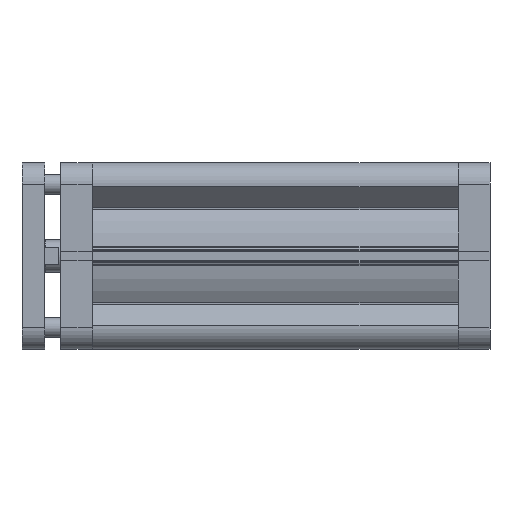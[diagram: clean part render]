
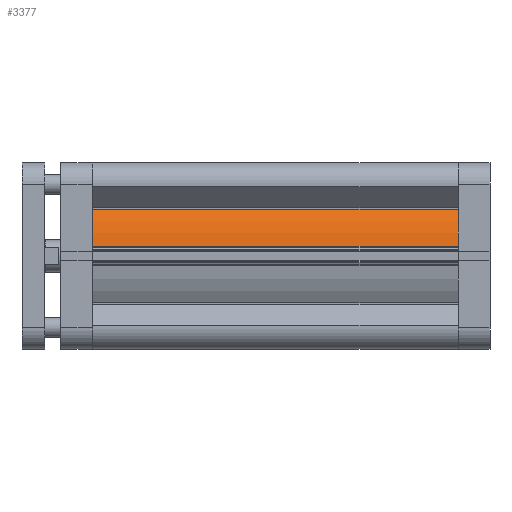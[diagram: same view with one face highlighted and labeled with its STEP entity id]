
A CAD part, front view. The second image highlights one B-rep face of the part: STEP entity #3377.
In plain terms, the highlighted cylindrical face has radius 53.5 mm (diameter 107 mm), a partial arc.
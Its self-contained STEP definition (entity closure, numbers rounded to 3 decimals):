
#275 = EDGE_LOOP ( 'NONE', ( #7698, #7695, #7694, #7693 ) ) ;
#1756 = EDGE_CURVE ( 'NONE', #8211, #7991, #9942, .T. ) ;
#1765 = EDGE_CURVE ( 'NONE', #8168, #7991, #9953, .T. ) ;
#1766 = EDGE_CURVE ( 'NONE', #8394, #8168, #9958, .T. ) ;
#1767 = EDGE_CURVE ( 'NONE', #8211, #8394, #9950, .T. ) ;
#3377 = ADVANCED_FACE ( 'NONE', ( #6783 ), #6786, .T. ) ;
#5941 = DIRECTION ( 'NONE',  ( -1., 0., 0. ) ) ;
#5942 = DIRECTION ( 'NONE',  ( 0., 0., -1. ) ) ;
#5943 = CARTESIAN_POINT ( 'NONE',  ( 0., 0., 227.5 ) ) ;
#6281 = CARTESIAN_POINT ( 'NONE',  ( 28.996, -44.961, 227.5 ) ) ;
#6783 = FACE_OUTER_BOUND ( 'NONE', #275, .T. ) ;
#6786 = CYLINDRICAL_SURFACE ( 'NONE', #11370, 53.5 ) ;
#7050 = CARTESIAN_POINT ( 'NONE',  ( 28.996, -44.961, 0. ) ) ;
#7092 = CARTESIAN_POINT ( 'NONE',  ( 6.135, -53.147, 227.5 ) ) ;
#7269 = CARTESIAN_POINT ( 'NONE',  ( 6.135, -53.147, 0. ) ) ;
#7693 = ORIENTED_EDGE ( 'NONE', *, *, #1767, .T. ) ;
#7694 = ORIENTED_EDGE ( 'NONE', *, *, #1756, .F. ) ;
#7695 = ORIENTED_EDGE ( 'NONE', *, *, #1765, .T. ) ;
#7698 = ORIENTED_EDGE ( 'NONE', *, *, #1766, .T. ) ;
#7991 = VERTEX_POINT ( 'NONE', #6281 ) ;
#8168 = VERTEX_POINT ( 'NONE', #7050 ) ;
#8211 = VERTEX_POINT ( 'NONE', #7092 ) ;
#8394 = VERTEX_POINT ( 'NONE', #7269 ) ;
#9551 = CARTESIAN_POINT ( 'NONE',  ( 0., 0., 227.5 ) ) ;
#9552 = DIRECTION ( 'NONE',  ( 0., 0., 1. ) ) ;
#9553 = DIRECTION ( 'NONE',  ( 1., 0., 0. ) ) ;
#9568 = CARTESIAN_POINT ( 'NONE',  ( 28.996, -44.961, 227.5 ) ) ;
#9576 = DIRECTION ( 'NONE',  ( 0., 0., 1. ) ) ;
#9577 = CARTESIAN_POINT ( 'NONE',  ( 0., 0., 0. ) ) ;
#9579 = DIRECTION ( 'NONE',  ( 0., 0., 1. ) ) ;
#9580 = DIRECTION ( 'NONE',  ( 1., 0., 0. ) ) ;
#9581 = CARTESIAN_POINT ( 'NONE',  ( 6.135, -53.147, 227.5 ) ) ;
#9582 = DIRECTION ( 'NONE',  ( 0., 0., -1. ) ) ;
#9942 = CIRCLE ( 'NONE', #10860, 53.5 ) ;
#9945 = VECTOR ( 'NONE', #9576, 1000. ) ;
#9950 = LINE ( 'NONE', #9581, #9952 ) ;
#9952 = VECTOR ( 'NONE', #9582, 1000. ) ;
#9953 = LINE ( 'NONE', #9568, #9945 ) ;
#9958 = CIRCLE ( 'NONE', #10867, 53.5 ) ;
#10860 = AXIS2_PLACEMENT_3D ( 'NONE', #9551, #9552, #9553 ) ;
#10867 = AXIS2_PLACEMENT_3D ( 'NONE', #9577, #9579, #9580 ) ;
#11370 = AXIS2_PLACEMENT_3D ( 'NONE', #5943, #5942, #5941 ) ;
